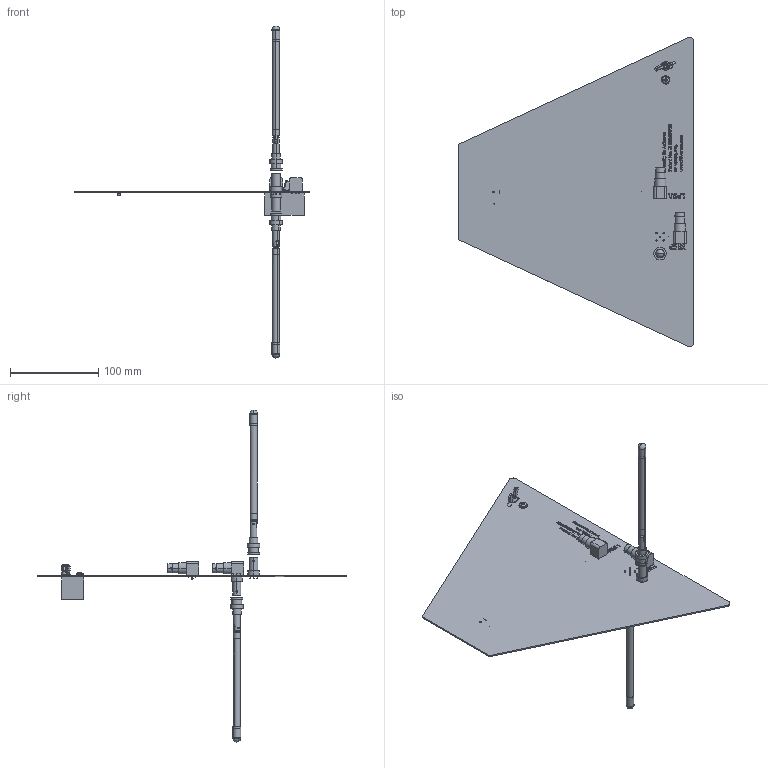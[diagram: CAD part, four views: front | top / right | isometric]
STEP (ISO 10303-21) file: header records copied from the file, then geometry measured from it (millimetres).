
FILE_DESCRIPTION (( 'STEP AP214' ), '1' );
FILE_NAME ('DFIN Antenna.STEP', '2025-02-27T19:18:09', ( '' ), ( '' ), 'SwSTEP 2.0', 'SolidWorks 2023', '' );
FILE_SCHEMA (( 'AUTOMOTIVE_DESIGN' ));
Length unit declared in the file: millimetre
Products named in the file (1): DFIN Antenna
Bounding box: 266.7 x 350.47 x 376.23 mm (x, y, z)
Volume: 144119.5 mm3; surface area: 156137.5 mm2
Topology: 94 solids, 96 shells, 1621 faces, 4038 edges, 2654 vertices
Faces by surface type: plane 774, bspline 424, cylinder 326, cone 57, torus 30, sphere 10
Entity records: 90604 total; most frequent: CARTESIAN_POINT 35943, ORIENTED_EDGE 8032, DIRECTION 6003, EDGE_CURVE 4016, VERTEX_POINT 2650, LINE 2303, VECTOR 2303, AXIS2_PLACEMENT_3D 1850
